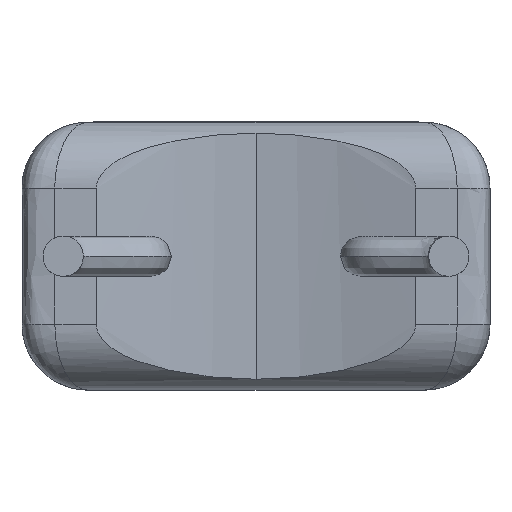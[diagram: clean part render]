
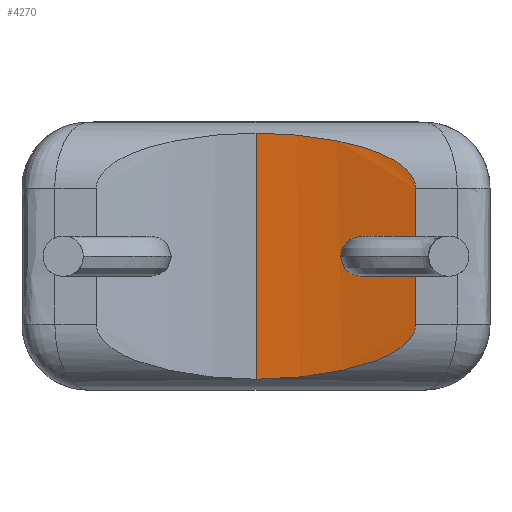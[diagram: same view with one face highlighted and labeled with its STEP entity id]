
A CAD part, front view. The second image highlights one B-rep face of the part: STEP entity #4270.
In plain terms, the highlighted free-form (B-spline) face has degree [2, 1] with [3, 2] control points.
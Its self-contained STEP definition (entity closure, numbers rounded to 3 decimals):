
#55 = B_SPLINE_CURVE_WITH_KNOTS ( 'NONE', 3,
 ( #3468, #6851, #7251, #1661, #3349, #901, #4203, #5944, #3166, #6039, #4389, #5499, #5062, #6781 ),
 .UNSPECIFIED., .F., .F.,
 ( 4, 2, 2, 2, 2, 2, 4 ),
 ( 0., 0., 0., 0.001, 0.001, 0.002, 0.003 ),
 .UNSPECIFIED. ) ;
#432 = LINE ( 'NONE', #3140, #6207 ) ;
#699 = CARTESIAN_POINT ( 'NONE',  ( 4.455, 0.45, 3.928 ) ) ;
#735 = EDGE_CURVE ( 'NONE', #3368, #6632, #432, .T. ) ;
#863 = CARTESIAN_POINT ( 'NONE',  ( 3.555, 0.45, 0.165 ) ) ;
#901 = CARTESIAN_POINT ( 'NONE',  ( 5.742, 0.069, 3.443 ) ) ;
#1014 = EDGE_CURVE ( 'NONE', #1557, #5737, #6129, .T. ) ;
#1228 = CARTESIAN_POINT ( 'NONE',  ( 3.555, 0.45, 0.142 ) ) ;
#1316 = B_SPLINE_CURVE_WITH_KNOTS ( 'NONE', 3,
 ( #863, #5898, #3149, #5953, #2023, #6517, #7061, #5343, #2565, #7035, #3677, #2589, #4798, #3704 ),
 .UNSPECIFIED., .F., .F.,
 ( 4, 2, 2, 2, 2, 2, 4 ),
 ( 0., 0.001, 0.001, 0.002, 0.002, 0.003, 0.003 ),
 .UNSPECIFIED. ) ;
#1557 = VERTEX_POINT ( 'NONE', #3388 ) ;
#1587 = VECTOR ( 'NONE', #1941, 1000. ) ;
#1661 = CARTESIAN_POINT ( 'NONE',  ( 5.905, 0.022, 3.285 ) ) ;
#1941 = DIRECTION ( 'NONE',  ( 0., 0., -1. ) ) ;
#2023 = CARTESIAN_POINT ( 'NONE',  ( 4.69, 0.325, 0.259 ) ) ;
#2154 = ORIENTED_EDGE ( 'NONE', *, *, #2405, .T. ) ;
#2391 = CARTESIAN_POINT ( 'NONE',  ( 3.555, 0.45, 3.928 ) ) ;
#2405 = EDGE_CURVE ( 'NONE', #5737, #6632, #1316, .T. ) ;
#2565 = CARTESIAN_POINT ( 'NONE',  ( 5.743, 0.069, 0.627 ) ) ;
#2589 = CARTESIAN_POINT ( 'NONE',  ( 5.962, 0.005, 0.885 ) ) ;
#2911 = ORIENTED_EDGE ( 'NONE', *, *, #1014, .T. ) ;
#3140 = CARTESIAN_POINT ( 'NONE',  ( 5.98, 0., 10. ) ) ;
#3149 = CARTESIAN_POINT ( 'NONE',  ( 4.013, 0.429, 0.178 ) ) ;
#3161 = EDGE_CURVE ( 'NONE', #3368, #1557, #55, .T. ) ;
#3166 = CARTESIAN_POINT ( 'NONE',  ( 5.128, 0.23, 3.712 ) ) ;
#3293 = CARTESIAN_POINT ( 'NONE',  ( 5.98, 0., 3.07 ) ) ;
#3349 = CARTESIAN_POINT ( 'NONE',  ( 5.867, 0.033, 3.328 ) ) ;
#3368 = VERTEX_POINT ( 'NONE', #3293 ) ;
#3388 = CARTESIAN_POINT ( 'NONE',  ( 3.555, 0.45, 3.905 ) ) ;
#3468 = CARTESIAN_POINT ( 'NONE',  ( 5.98, 0., 3.07 ) ) ;
#3472 = B_SPLINE_SURFACE_WITH_KNOTS ( 'NONE', 2, 1, ( 
 ( #2391, #1228 ),
 ( #699, #5707 ),
 ( #6204, #5093 ) ),
 .UNSPECIFIED., .F., .F., .F.,
 ( 3, 3 ),
 ( 2, 2 ),
 ( 0., 0.5 ),
 ( 0., 1. ),
 .UNSPECIFIED. ) ;
#3677 = CARTESIAN_POINT ( 'NONE',  ( 5.905, 0.022, 0.785 ) ) ;
#3704 = CARTESIAN_POINT ( 'NONE',  ( 5.98, 0., 1. ) ) ;
#4168 = DIRECTION ( 'NONE',  ( 0., 0., -1. ) ) ;
#4203 = CARTESIAN_POINT ( 'NONE',  ( 5.644, 0.096, 3.501 ) ) ;
#4270 = ADVANCED_FACE ( 'NONE', ( #4303 ), #3472, .F. ) ;
#4303 = FACE_OUTER_BOUND ( 'NONE', #6237, .T. ) ;
#4389 = CARTESIAN_POINT ( 'NONE',  ( 4.466, 0.367, 3.845 ) ) ;
#4623 = CARTESIAN_POINT ( 'NONE',  ( 3.555, 0.45, 0.165 ) ) ;
#4663 = ORIENTED_EDGE ( 'NONE', *, *, #3161, .T. ) ;
#4775 = ORIENTED_EDGE ( 'NONE', *, *, #735, .F. ) ;
#4798 = CARTESIAN_POINT ( 'NONE',  ( 5.98, 0., 0.941 ) ) ;
#5062 = CARTESIAN_POINT ( 'NONE',  ( 3.786, 0.45, 3.905 ) ) ;
#5093 = CARTESIAN_POINT ( 'NONE',  ( 5.98, 0., 0.142 ) ) ;
#5286 = CARTESIAN_POINT ( 'NONE',  ( 3.555, 0.45, 10. ) ) ;
#5343 = CARTESIAN_POINT ( 'NONE',  ( 5.644, 0.096, 0.569 ) ) ;
#5499 = CARTESIAN_POINT ( 'NONE',  ( 4.013, 0.429, 3.892 ) ) ;
#5707 = CARTESIAN_POINT ( 'NONE',  ( 4.455, 0.45, 0.142 ) ) ;
#5737 = VERTEX_POINT ( 'NONE', #4623 ) ;
#5898 = CARTESIAN_POINT ( 'NONE',  ( 3.785, 0.45, 0.165 ) ) ;
#5944 = CARTESIAN_POINT ( 'NONE',  ( 5.344, 0.176, 3.648 ) ) ;
#5953 = CARTESIAN_POINT ( 'NONE',  ( 4.467, 0.367, 0.225 ) ) ;
#6039 = CARTESIAN_POINT ( 'NONE',  ( 4.69, 0.325, 3.811 ) ) ;
#6129 = LINE ( 'NONE', #5286, #1587 ) ;
#6204 = CARTESIAN_POINT ( 'NONE',  ( 5.98, 0., 3.928 ) ) ;
#6207 = VECTOR ( 'NONE', #4168, 1000. ) ;
#6237 = EDGE_LOOP ( 'NONE', ( #2154, #4775, #4663, #2911 ) ) ;
#6517 = CARTESIAN_POINT ( 'NONE',  ( 5.129, 0.23, 0.358 ) ) ;
#6632 = VERTEX_POINT ( 'NONE', #6897 ) ;
#6781 = CARTESIAN_POINT ( 'NONE',  ( 3.555, 0.45, 3.905 ) ) ;
#6851 = CARTESIAN_POINT ( 'NONE',  ( 5.98, 0., 3.129 ) ) ;
#6897 = CARTESIAN_POINT ( 'NONE',  ( 5.98, 0., 1. ) ) ;
#7035 = CARTESIAN_POINT ( 'NONE',  ( 5.867, 0.033, 0.742 ) ) ;
#7061 = CARTESIAN_POINT ( 'NONE',  ( 5.343, 0.177, 0.422 ) ) ;
#7251 = CARTESIAN_POINT ( 'NONE',  ( 5.962, 0.005, 3.185 ) ) ;
